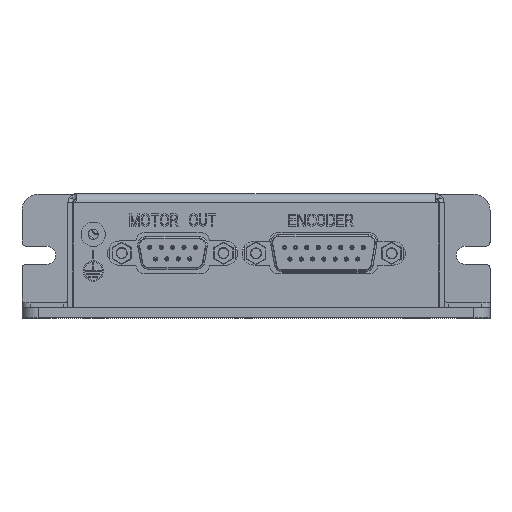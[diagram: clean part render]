
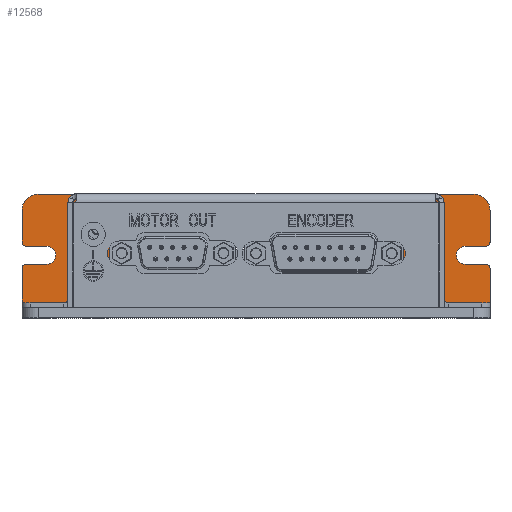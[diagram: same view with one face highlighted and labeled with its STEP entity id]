
A CAD part, top view. The second image highlights one B-rep face of the part: STEP entity #12568.
In plain terms, the highlighted planar face has unit normal (0, 0, 1).
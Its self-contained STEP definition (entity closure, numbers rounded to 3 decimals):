
#55=DIRECTION('',(0.,-1.,0.));
#56=VECTOR('',#55,8.75);
#57=CARTESIAN_POINT('',(-57.5,12.25,-37.));
#58=LINE('',#57,#56);
#75=DIRECTION('',(0.,-1.,0.));
#76=VECTOR('',#75,7.75);
#77=CARTESIAN_POINT('',(-57.5,26.5,-37.));
#78=LINE('',#77,#76);
#719=DIRECTION('',(0.,-1.,0.));
#720=VECTOR('',#719,8.75);
#721=CARTESIAN_POINT('',(57.5,12.25,-37.));
#722=LINE('',#721,#720);
#744=DIRECTION('',(0.,-1.,0.));
#745=VECTOR('',#744,7.75);
#746=CARTESIAN_POINT('',(57.5,26.5,-37.));
#747=LINE('',#746,#745);
#794=CARTESIAN_POINT('',(39.,22.,-37.));
#795=DIRECTION('',(0.,0.,-1.));
#796=DIRECTION('',(1.,0.,0.));
#797=AXIS2_PLACEMENT_3D('',#794,#795,#796);
#799=CARTESIAN_POINT('',(39.,22.,-37.));
#800=DIRECTION('',(0.,0.,-1.));
#801=DIRECTION('',(-1.,0.,0.));
#802=AXIS2_PLACEMENT_3D('',#799,#800,#801);
#804=CARTESIAN_POINT('',(-39.,22.,-37.));
#805=DIRECTION('',(0.,0.,-1.));
#806=DIRECTION('',(1.,0.,0.));
#807=AXIS2_PLACEMENT_3D('',#804,#805,#806);
#809=CARTESIAN_POINT('',(-39.,22.,-37.));
#810=DIRECTION('',(0.,0.,-1.));
#811=DIRECTION('',(-1.,0.,0.));
#812=AXIS2_PLACEMENT_3D('',#809,#810,#811);
#814=CARTESIAN_POINT('',(-56.5,12.25,-37.));
#815=DIRECTION('',(0.,0.,1.));
#816=DIRECTION('',(0.,1.,0.));
#817=AXIS2_PLACEMENT_3D('',#814,#815,#816);
#819=DIRECTION('',(1.,0.,0.));
#820=VECTOR('',#819,5.);
#821=CARTESIAN_POINT('',(-56.5,13.25,-37.));
#822=LINE('',#821,#820);
#823=CARTESIAN_POINT('',(-51.5,15.5,-37.));
#824=DIRECTION('',(0.,0.,1.));
#825=DIRECTION('',(0.,-1.,0.));
#826=AXIS2_PLACEMENT_3D('',#823,#824,#825);
#828=DIRECTION('',(1.,0.,0.));
#829=VECTOR('',#828,5.);
#830=CARTESIAN_POINT('',(-56.5,17.75,-37.));
#831=LINE('',#830,#829);
#832=CARTESIAN_POINT('',(-56.5,18.75,-37.));
#833=DIRECTION('',(0.,0.,1.));
#834=DIRECTION('',(-1.,0.,0.));
#835=AXIS2_PLACEMENT_3D('',#832,#833,#834);
#837=CARTESIAN_POINT('',(-53.5,26.5,-37.));
#838=DIRECTION('',(0.,0.,1.));
#839=DIRECTION('',(0.,1.,0.));
#840=AXIS2_PLACEMENT_3D('',#837,#838,#839);
#842=DIRECTION('',(1.,0.,0.));
#843=VECTOR('',#842,107.);
#844=CARTESIAN_POINT('',(-53.5,30.5,-37.));
#845=LINE('',#844,#843);
#846=CARTESIAN_POINT('',(53.5,26.5,-37.));
#847=DIRECTION('',(0.,0.,1.));
#848=DIRECTION('',(1.,0.,0.));
#849=AXIS2_PLACEMENT_3D('',#846,#847,#848);
#851=CARTESIAN_POINT('',(56.5,18.75,-37.));
#852=DIRECTION('',(0.,0.,1.));
#853=DIRECTION('',(0.,-1.,0.));
#854=AXIS2_PLACEMENT_3D('',#851,#852,#853);
#856=DIRECTION('',(-1.,0.,0.));
#857=VECTOR('',#856,5.);
#858=CARTESIAN_POINT('',(56.5,17.75,-37.));
#859=LINE('',#858,#857);
#860=CARTESIAN_POINT('',(51.5,15.5,-37.));
#861=DIRECTION('',(0.,0.,1.));
#862=DIRECTION('',(0.,1.,0.));
#863=AXIS2_PLACEMENT_3D('',#860,#861,#862);
#865=DIRECTION('',(-1.,0.,0.));
#866=VECTOR('',#865,5.);
#867=CARTESIAN_POINT('',(56.5,13.25,-37.));
#868=LINE('',#867,#866);
#869=CARTESIAN_POINT('',(56.5,12.25,-37.));
#870=DIRECTION('',(0.,0.,1.));
#871=DIRECTION('',(1.,0.,0.));
#872=AXIS2_PLACEMENT_3D('',#869,#870,#871);
#874=DIRECTION('',(1.,0.,0.));
#875=VECTOR('',#874,115.);
#876=CARTESIAN_POINT('',(-57.5,3.5,-37.));
#877=LINE('',#876,#875);
#878=DIRECTION('',(0.,-1.,0.));
#879=VECTOR('',#878,8.5);
#880=CARTESIAN_POINT('',(15.25,17.5,-37.));
#881=LINE('',#880,#879);
#882=DIRECTION('',(1.,0.,0.));
#883=VECTOR('',#882,30.5);
#884=CARTESIAN_POINT('',(-15.25,17.5,-37.));
#885=LINE('',#884,#883);
#886=DIRECTION('',(0.,1.,0.));
#887=VECTOR('',#886,8.5);
#888=CARTESIAN_POINT('',(-15.25,9.,-37.));
#889=LINE('',#888,#887);
#890=DIRECTION('',(-1.,0.,0.));
#891=VECTOR('',#890,30.5);
#892=CARTESIAN_POINT('',(15.25,9.,-37.));
#893=LINE('',#892,#891);
#894=CARTESIAN_POINT('',(-27.1,16.15,-37.));
#895=DIRECTION('',(0.,0.,1.));
#896=DIRECTION('',(1.,0.,0.));
#897=AXIS2_PLACEMENT_3D('',#894,#895,#896);
#899=CARTESIAN_POINT('',(-27.1,16.15,-37.));
#900=DIRECTION('',(0.,0.,1.));
#901=DIRECTION('',(-1.,0.,0.));
#902=AXIS2_PLACEMENT_3D('',#899,#900,#901);
#904=CARTESIAN_POINT('',(23.,18.,-37.));
#905=DIRECTION('',(0.,0.,-1.));
#906=DIRECTION('',(1.,0.,0.));
#907=AXIS2_PLACEMENT_3D('',#904,#905,#906);
#909=CARTESIAN_POINT('',(23.,18.,-37.));
#910=DIRECTION('',(0.,0.,-1.));
#911=DIRECTION('',(-1.,0.,0.));
#912=AXIS2_PLACEMENT_3D('',#909,#910,#911);
#914=CARTESIAN_POINT('',(23.,13.,-37.));
#915=DIRECTION('',(0.,0.,-1.));
#916=DIRECTION('',(-1.,0.,0.));
#917=AXIS2_PLACEMENT_3D('',#914,#915,#916);
#919=CARTESIAN_POINT('',(23.,13.,-37.));
#920=DIRECTION('',(0.,0.,-1.));
#921=DIRECTION('',(1.,0.,0.));
#922=AXIS2_PLACEMENT_3D('',#919,#920,#921);
#8646=CARTESIAN_POINT('',(-57.5,3.5,-37.));
#8647=CARTESIAN_POINT('',(57.5,3.5,-37.));
#8648=VERTEX_POINT('',#8646);
#8649=VERTEX_POINT('',#8647);
#8680=CARTESIAN_POINT('',(-53.5,30.5,-37.));
#8681=VERTEX_POINT('',#8680);
#8682=CARTESIAN_POINT('',(-57.5,26.5,-37.));
#8683=VERTEX_POINT('',#8682);
#8684=CARTESIAN_POINT('',(57.5,26.5,-37.));
#8685=CARTESIAN_POINT('',(53.5,30.5,-37.));
#8686=VERTEX_POINT('',#8684);
#8687=VERTEX_POINT('',#8685);
#8716=CARTESIAN_POINT('',(40.6,22.,-37.));
#8717=CARTESIAN_POINT('',(37.4,22.,-37.));
#8718=VERTEX_POINT('',#8716);
#8719=VERTEX_POINT('',#8717);
#8728=CARTESIAN_POINT('',(-37.4,22.,-37.));
#8729=CARTESIAN_POINT('',(-40.6,22.,-37.));
#8730=VERTEX_POINT('',#8728);
#8731=VERTEX_POINT('',#8729);
#8772=CARTESIAN_POINT('',(51.5,17.75,-37.));
#8773=CARTESIAN_POINT('',(51.5,13.25,-37.));
#8774=VERTEX_POINT('',#8772);
#8775=VERTEX_POINT('',#8773);
#8776=CARTESIAN_POINT('',(-51.5,13.25,-37.));
#8777=CARTESIAN_POINT('',(-51.5,17.75,-37.));
#8778=VERTEX_POINT('',#8776);
#8779=VERTEX_POINT('',#8777);
#8880=CARTESIAN_POINT('',(-56.5,13.25,-37.));
#8881=VERTEX_POINT('',#8880);
#8882=CARTESIAN_POINT('',(-57.5,12.25,-37.));
#8883=VERTEX_POINT('',#8882);
#8884=CARTESIAN_POINT('',(-57.5,18.75,-37.));
#8885=CARTESIAN_POINT('',(-56.5,17.75,-37.));
#8886=VERTEX_POINT('',#8884);
#8887=VERTEX_POINT('',#8885);
#8896=CARTESIAN_POINT('',(56.5,17.75,-37.));
#8897=VERTEX_POINT('',#8896);
#8898=CARTESIAN_POINT('',(57.5,18.75,-37.));
#8899=VERTEX_POINT('',#8898);
#8900=CARTESIAN_POINT('',(57.5,12.25,-37.));
#8901=CARTESIAN_POINT('',(56.5,13.25,-37.));
#8902=VERTEX_POINT('',#8900);
#8903=VERTEX_POINT('',#8901);
#8940=CARTESIAN_POINT('',(15.25,17.5,-37.));
#8941=CARTESIAN_POINT('',(15.25,9.,-37.));
#8942=VERTEX_POINT('',#8940);
#8943=VERTEX_POINT('',#8941);
#8944=CARTESIAN_POINT('',(-15.25,9.,-37.));
#8945=VERTEX_POINT('',#8944);
#8946=CARTESIAN_POINT('',(-15.25,17.5,-37.));
#8947=VERTEX_POINT('',#8946);
#8952=CARTESIAN_POINT('',(-21.35,16.15,-37.));
#8953=CARTESIAN_POINT('',(-32.85,16.15,-37.));
#8954=VERTEX_POINT('',#8952);
#8955=VERTEX_POINT('',#8953);
#8964=CARTESIAN_POINT('',(25.4,18.,-37.));
#8965=CARTESIAN_POINT('',(20.6,18.,-37.));
#8966=VERTEX_POINT('',#8964);
#8967=VERTEX_POINT('',#8965);
#8972=CARTESIAN_POINT('',(20.6,13.,-37.));
#8973=CARTESIAN_POINT('',(25.4,13.,-37.));
#8974=VERTEX_POINT('',#8972);
#8975=VERTEX_POINT('',#8973);
#12490=CARTESIAN_POINT('',(-57.5,30.5,-37.));
#12491=DIRECTION('',(0.,0.,1.));
#12492=DIRECTION('',(0.,-1.,0.));
#12493=AXIS2_PLACEMENT_3D('',#12490,#12491,#12492);
#12494=PLANE('',#12493);
#12496=ORIENTED_EDGE('',*,*,#12495,.F.);
#12498=ORIENTED_EDGE('',*,*,#12497,.T.);
#12500=ORIENTED_EDGE('',*,*,#12499,.T.);
#12502=ORIENTED_EDGE('',*,*,#12501,.F.);
#12504=ORIENTED_EDGE('',*,*,#12503,.F.);
#12505=ORIENTED_EDGE('',*,*,#11537,.F.);
#12507=ORIENTED_EDGE('',*,*,#12506,.F.);
#12509=ORIENTED_EDGE('',*,*,#12508,.T.);
#12511=ORIENTED_EDGE('',*,*,#12510,.F.);
#12512=ORIENTED_EDGE('',*,*,#12366,.T.);
#12514=ORIENTED_EDGE('',*,*,#12513,.F.);
#12516=ORIENTED_EDGE('',*,*,#12515,.T.);
#12518=ORIENTED_EDGE('',*,*,#12517,.T.);
#12520=ORIENTED_EDGE('',*,*,#12519,.F.);
#12522=ORIENTED_EDGE('',*,*,#12521,.F.);
#12523=ORIENTED_EDGE('',*,*,#12347,.T.);
#12524=ORIENTED_EDGE('',*,*,#12484,.F.);
#12525=ORIENTED_EDGE('',*,*,#11517,.F.);
#12526=EDGE_LOOP('',(#12496,#12498,#12500,#12502,#12504,#12505,#12507,#12509,
#12511,#12512,#12514,#12516,#12518,#12520,#12522,#12523,#12524,#12525));
#12527=FACE_OUTER_BOUND('',#12526,.F.);
#12529=ORIENTED_EDGE('',*,*,#12528,.F.);
#12531=ORIENTED_EDGE('',*,*,#12530,.F.);
#12532=EDGE_LOOP('',(#12529,#12531));
#12533=FACE_BOUND('',#12532,.F.);
#12535=ORIENTED_EDGE('',*,*,#12534,.F.);
#12537=ORIENTED_EDGE('',*,*,#12536,.F.);
#12538=EDGE_LOOP('',(#12535,#12537));
#12539=FACE_BOUND('',#12538,.F.);
#12541=ORIENTED_EDGE('',*,*,#12540,.F.);
#12543=ORIENTED_EDGE('',*,*,#12542,.F.);
#12545=ORIENTED_EDGE('',*,*,#12544,.F.);
#12547=ORIENTED_EDGE('',*,*,#12546,.F.);
#12548=EDGE_LOOP('',(#12541,#12543,#12545,#12547));
#12549=FACE_BOUND('',#12548,.F.);
#12551=ORIENTED_EDGE('',*,*,#12550,.T.);
#12553=ORIENTED_EDGE('',*,*,#12552,.T.);
#12554=EDGE_LOOP('',(#12551,#12553));
#12555=FACE_BOUND('',#12554,.F.);
#12557=ORIENTED_EDGE('',*,*,#12556,.F.);
#12559=ORIENTED_EDGE('',*,*,#12558,.F.);
#12560=EDGE_LOOP('',(#12557,#12559));
#12561=FACE_BOUND('',#12560,.F.);
#12563=ORIENTED_EDGE('',*,*,#12562,.F.);
#12565=ORIENTED_EDGE('',*,*,#12564,.F.);
#12566=EDGE_LOOP('',(#12563,#12565));
#12567=FACE_BOUND('',#12566,.F.);
#12568=ADVANCED_FACE('',(#12527,#12533,#12539,#12549,#12555,#12561,#12567),
#12494,.T.);
#798=CIRCLE('',#797,1.6);
#803=CIRCLE('',#802,1.6);
#808=CIRCLE('',#807,1.6);
#813=CIRCLE('',#812,1.6);
#818=CIRCLE('',#817,1.);
#827=CIRCLE('',#826,2.25);
#836=CIRCLE('',#835,1.);
#841=CIRCLE('',#840,4.);
#850=CIRCLE('',#849,4.);
#855=CIRCLE('',#854,1.);
#864=CIRCLE('',#863,2.25);
#873=CIRCLE('',#872,1.);
#898=CIRCLE('',#897,5.75);
#903=CIRCLE('',#902,5.75);
#908=CIRCLE('',#907,2.4);
#913=CIRCLE('',#912,2.4);
#918=CIRCLE('',#917,2.4);
#923=CIRCLE('',#922,2.4);
#11517=EDGE_CURVE('',#8883,#8648,#58,.T.);
#11537=EDGE_CURVE('',#8683,#8886,#78,.T.);
#12347=EDGE_CURVE('',#8902,#8649,#722,.T.);
#12366=EDGE_CURVE('',#8686,#8899,#747,.T.);
#12484=EDGE_CURVE('',#8648,#8649,#877,.T.);
#12495=EDGE_CURVE('',#8881,#8883,#818,.T.);
#12497=EDGE_CURVE('',#8881,#8778,#822,.T.);
#12499=EDGE_CURVE('',#8778,#8779,#827,.T.);
#12501=EDGE_CURVE('',#8887,#8779,#831,.T.);
#12503=EDGE_CURVE('',#8886,#8887,#836,.T.);
#12506=EDGE_CURVE('',#8681,#8683,#841,.T.);
#12508=EDGE_CURVE('',#8681,#8687,#845,.T.);
#12510=EDGE_CURVE('',#8686,#8687,#850,.T.);
#12513=EDGE_CURVE('',#8897,#8899,#855,.T.);
#12515=EDGE_CURVE('',#8897,#8774,#859,.T.);
#12517=EDGE_CURVE('',#8774,#8775,#864,.T.);
#12519=EDGE_CURVE('',#8903,#8775,#868,.T.);
#12521=EDGE_CURVE('',#8902,#8903,#873,.T.);
#12528=EDGE_CURVE('',#8730,#8731,#808,.T.);
#12530=EDGE_CURVE('',#8731,#8730,#813,.T.);
#12534=EDGE_CURVE('',#8718,#8719,#798,.T.);
#12536=EDGE_CURVE('',#8719,#8718,#803,.T.);
#12540=EDGE_CURVE('',#8942,#8943,#881,.T.);
#12542=EDGE_CURVE('',#8947,#8942,#885,.T.);
#12544=EDGE_CURVE('',#8945,#8947,#889,.T.);
#12546=EDGE_CURVE('',#8943,#8945,#893,.T.);
#12550=EDGE_CURVE('',#8954,#8955,#898,.T.);
#12552=EDGE_CURVE('',#8955,#8954,#903,.T.);
#12556=EDGE_CURVE('',#8966,#8967,#908,.T.);
#12558=EDGE_CURVE('',#8967,#8966,#913,.T.);
#12562=EDGE_CURVE('',#8974,#8975,#918,.T.);
#12564=EDGE_CURVE('',#8975,#8974,#923,.T.);
